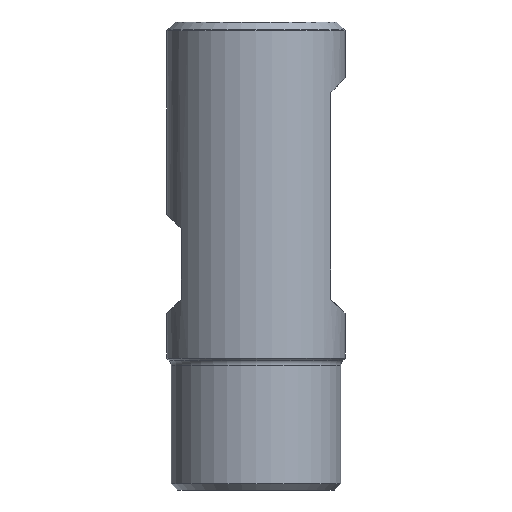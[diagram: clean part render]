
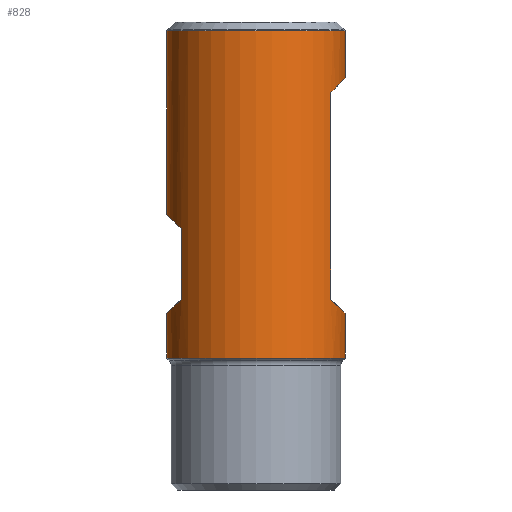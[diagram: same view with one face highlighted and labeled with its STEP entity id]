
A CAD part, front view. The second image highlights one B-rep face of the part: STEP entity #828.
In plain terms, the highlighted cylindrical face has radius 10.15 mm (diameter 20.3 mm), a full revolution.
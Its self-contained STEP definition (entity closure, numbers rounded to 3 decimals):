
#56=ELLIPSE('',#901,14.354,10.15);
#57=ELLIPSE('',#902,14.354,10.15);
#58=ELLIPSE('',#903,14.354,10.15);
#59=ELLIPSE('',#904,14.354,10.15);
#68=LINE('',#1200,#84);
#69=LINE('',#1205,#85);
#70=LINE('',#1208,#86);
#71=LINE('',#1213,#87);
#84=VECTOR('',#1038,1000.);
#85=VECTOR('',#1041,1000.);
#86=VECTOR('',#1044,1000.);
#87=VECTOR('',#1047,1000.);
#148=ORIENTED_EDGE('',*,*,#230,.T.);
#149=ORIENTED_EDGE('',*,*,#231,.T.);
#150=ORIENTED_EDGE('',*,*,#232,.T.);
#151=ORIENTED_EDGE('',*,*,#233,.T.);
#152=ORIENTED_EDGE('',*,*,#234,.T.);
#153=ORIENTED_EDGE('',*,*,#235,.T.);
#154=ORIENTED_EDGE('',*,*,#236,.F.);
#155=ORIENTED_EDGE('',*,*,#237,.F.);
#156=ORIENTED_EDGE('',*,*,#238,.F.);
#157=ORIENTED_EDGE('',*,*,#239,.F.);
#230=EDGE_CURVE('',#281,#281,#320,.T.);
#231=EDGE_CURVE('',#282,#282,#321,.T.);
#232=EDGE_CURVE('',#283,#284,#68,.F.);
#233=EDGE_CURVE('',#284,#285,#56,.T.);
#234=EDGE_CURVE('',#285,#286,#69,.T.);
#235=EDGE_CURVE('',#286,#283,#57,.T.);
#236=EDGE_CURVE('',#287,#288,#70,.F.);
#237=EDGE_CURVE('',#289,#287,#58,.T.);
#238=EDGE_CURVE('',#290,#289,#71,.T.);
#239=EDGE_CURVE('',#288,#290,#59,.T.);
#281=VERTEX_POINT('',#1197);
#282=VERTEX_POINT('',#1199);
#283=VERTEX_POINT('',#1201);
#284=VERTEX_POINT('',#1202);
#285=VERTEX_POINT('',#1204);
#286=VERTEX_POINT('',#1206);
#287=VERTEX_POINT('',#1209);
#288=VERTEX_POINT('',#1210);
#289=VERTEX_POINT('',#1212);
#290=VERTEX_POINT('',#1214);
#320=CIRCLE('',#899,10.15);
#321=CIRCLE('',#900,10.15);
#375=EDGE_LOOP('',(#148));
#376=EDGE_LOOP('',(#149));
#377=EDGE_LOOP('',(#150,#151,#152,#153));
#378=EDGE_LOOP('',(#154,#155,#156,#157));
#453=FACE_BOUND('',#375,.T.);
#454=FACE_BOUND('',#376,.T.);
#455=FACE_BOUND('',#377,.T.);
#456=FACE_BOUND('',#378,.T.);
#497=CYLINDRICAL_SURFACE('',#898,10.15);
#828=ADVANCED_FACE('',(#453,#454,#455,#456),#497,.T.);
#898=AXIS2_PLACEMENT_3D('',#1195,#1032,#1033);
#899=AXIS2_PLACEMENT_3D('',#1196,#1034,#1035);
#900=AXIS2_PLACEMENT_3D('',#1198,#1036,#1037);
#901=AXIS2_PLACEMENT_3D('',#1203,#1039,#1040);
#902=AXIS2_PLACEMENT_3D('',#1207,#1042,#1043);
#903=AXIS2_PLACEMENT_3D('',#1211,#1045,#1046);
#904=AXIS2_PLACEMENT_3D('',#1215,#1048,#1049);
#1032=DIRECTION('',(0.,0.,1.));
#1033=DIRECTION('',(1.,0.,0.));
#1034=DIRECTION('',(0.,0.,-1.));
#1035=DIRECTION('',(-1.,0.,0.));
#1036=DIRECTION('',(0.,0.,1.));
#1037=DIRECTION('',(1.,0.,0.));
#1038=DIRECTION('',(0.,0.,1.));
#1039=DIRECTION('',(0.707,0.,-0.707));
#1040=DIRECTION('',(0.707,0.,0.707));
#1041=DIRECTION('',(0.,0.,1.));
#1042=DIRECTION('',(0.707,0.,0.707));
#1043=DIRECTION('',(-0.707,0.,0.707));
#1044=DIRECTION('',(0.,0.,1.));
#1045=DIRECTION('',(0.707,0.,-0.707));
#1046=DIRECTION('',(0.707,0.,0.707));
#1047=DIRECTION('',(0.,0.,1.));
#1048=DIRECTION('',(0.707,0.,0.707));
#1049=DIRECTION('',(-0.707,0.,0.707));
#1195=CARTESIAN_POINT('',(0.,0.,60.));
#1196=CARTESIAN_POINT('',(0.,0.,63.5));
#1197=CARTESIAN_POINT('',(-10.15,0.,63.5));
#1198=CARTESIAN_POINT('',(0.,0.,26.3));
#1199=CARTESIAN_POINT('',(10.15,0.,26.3));
#1200=CARTESIAN_POINT('',(-8.5,-5.547,60.));
#1201=CARTESIAN_POINT('',(-8.5,-5.547,41.));
#1202=CARTESIAN_POINT('',(-8.5,-5.547,33.));
#1203=CARTESIAN_POINT('',(0.,0.,41.5));
#1204=CARTESIAN_POINT('',(-8.5,5.547,33.));
#1205=CARTESIAN_POINT('',(-8.5,5.547,60.));
#1206=CARTESIAN_POINT('',(-8.5,5.547,41.));
#1207=CARTESIAN_POINT('',(0.,0.,32.5));
#1208=CARTESIAN_POINT('',(8.5,-5.547,60.));
#1209=CARTESIAN_POINT('',(8.5,-5.547,56.5));
#1210=CARTESIAN_POINT('',(8.5,-5.547,33.));
#1211=CARTESIAN_POINT('',(0.,0.,48.));
#1212=CARTESIAN_POINT('',(8.5,5.547,56.5));
#1213=CARTESIAN_POINT('',(8.5,5.547,60.));
#1214=CARTESIAN_POINT('',(8.5,5.547,33.));
#1215=CARTESIAN_POINT('',(0.,0.,41.5));
